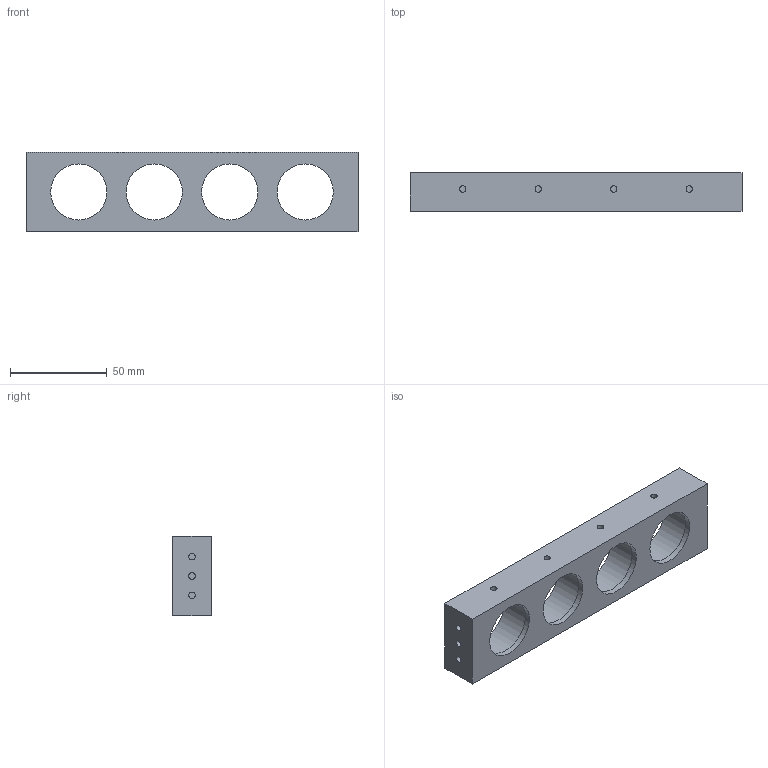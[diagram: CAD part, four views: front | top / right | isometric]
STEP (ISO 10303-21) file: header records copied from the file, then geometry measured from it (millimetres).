
FILE_DESCRIPTION(/* description */ (''),/* implementation_level */ '2;1');
FILE_NAME(/* name */ 'Lid_Bracket.step',/* time_stamp */ '2024-05-07T10:44:51+02:00',/* author */ (''),/* organization */ (''),/* preprocessor_version */ 'ST-DEVELOPER v20',/* originating_system */ 'Autodesk Translation Framework v12.20.1.177',/* authorisation */ '');
FILE_SCHEMA (('AUTOMOTIVE_DESIGN { 1 0 10303 214 3 1 1 }'));
Length unit declared in the file: millimetre
Products named in the file (1): Lid_Bracket_23012024
Bounding box: 171.5 x 20 x 41 mm (x, y, z)
Volume: 73998 mm3; surface area: 26007.7 mm2
Topology: 1 solids, 1 shells, 34 faces, 66 edges, 44 vertices
Faces by surface type: cylinder 18, plane 16
Full cylindrical faces by diameter (mm): 3.332 x10, 29 x4, 33 x4
Entity records: 1071 total; most frequent: CARTESIAN_POINT 277, DIRECTION 164, ORIENTED_EDGE 132, AXIS2_PLACEMENT_3D 67, EDGE_CURVE 66, EDGE_LOOP 60, VERTEX_POINT 44, FACE_OUTER_BOUND 34
